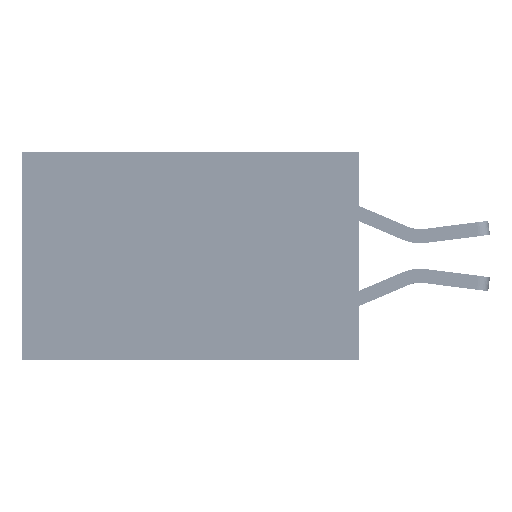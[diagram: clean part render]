
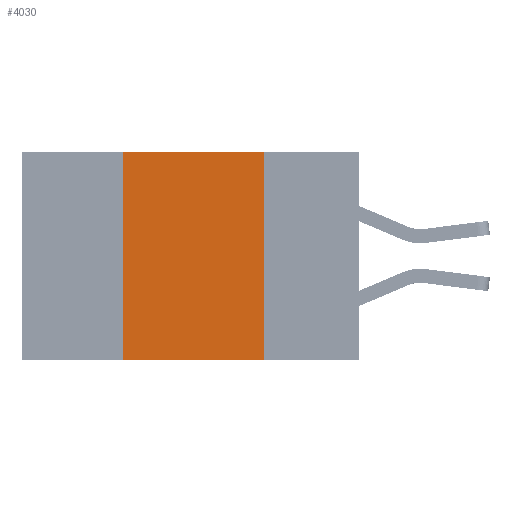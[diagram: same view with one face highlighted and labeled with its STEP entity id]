
A CAD part, left-side view. The second image highlights one B-rep face of the part: STEP entity #4030.
In plain terms, the highlighted planar face has unit normal (-1, 0, 0).
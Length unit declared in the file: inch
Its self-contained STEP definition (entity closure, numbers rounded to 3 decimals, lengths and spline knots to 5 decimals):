
#1064 = LINE ( 'NONE', #25623, #15706 ) ;
#1975 = EDGE_CURVE ( 'NONE', #22307, #3603, #9819, .T. ) ;
#2362 = ORIENTED_EDGE ( 'NONE', *, *, #1975, .T. ) ;
#3437 = EDGE_CURVE ( 'NONE', #9630, #3603, #6011, .T. ) ;
#3603 = VERTEX_POINT ( 'NONE', #11341 ) ;
#4030 = ADVANCED_FACE ( 'NONE', ( #25344 ), #9987, .F. ) ;
#6011 = LINE ( 'NONE', #34275, #31299 ) ;
#6151 = VECTOR ( 'NONE', #30260, 39.37008 ) ;
#6273 = EDGE_CURVE ( 'NONE', #22307, #36754, #18638, .T. ) ;
#6738 = DIRECTION ( 'NONE',  ( 1., 0., 0. ) ) ;
#7274 = DIRECTION ( 'NONE',  ( 0., 0., -1. ) ) ;
#8139 = EDGE_CURVE ( 'NONE', #36754, #9630, #1064, .T. ) ;
#8341 = EDGE_LOOP ( 'NONE', ( #32411, #17986, #11254, #2362 ) ) ;
#9630 = VERTEX_POINT ( 'NONE', #12540 ) ;
#9819 = LINE ( 'NONE', #17224, #33614 ) ;
#9987 = PLANE ( 'NONE',  #17686 ) ;
#11254 = ORIENTED_EDGE ( 'NONE', *, *, #6273, .F. ) ;
#11341 = CARTESIAN_POINT ( 'NONE',  ( 0., 0.17, -0.37 ) ) ;
#12540 = CARTESIAN_POINT ( 'NONE',  ( 0., 0.17, 0. ) ) ;
#15706 = VECTOR ( 'NONE', #25500, 39.37008 ) ;
#15755 = DIRECTION ( 'NONE',  ( 0., -1., 0. ) ) ;
#17224 = CARTESIAN_POINT ( 'NONE',  ( 0., 0.6, -0.37 ) ) ;
#17686 = AXIS2_PLACEMENT_3D ( 'NONE', #33123, #6738, #7274 ) ;
#17986 = ORIENTED_EDGE ( 'NONE', *, *, #8139, .F. ) ;
#18638 = LINE ( 'NONE', #27853, #6151 ) ;
#20579 = CARTESIAN_POINT ( 'NONE',  ( 0., 0.42, 0. ) ) ;
#20897 = CARTESIAN_POINT ( 'NONE',  ( 0., 0.42, -0.37 ) ) ;
#22307 = VERTEX_POINT ( 'NONE', #20897 ) ;
#25344 = FACE_OUTER_BOUND ( 'NONE', #8341, .T. ) ;
#25500 = DIRECTION ( 'NONE',  ( 0., -1., 0. ) ) ;
#25623 = CARTESIAN_POINT ( 'NONE',  ( 0., 0.6, 0. ) ) ;
#27853 = CARTESIAN_POINT ( 'NONE',  ( 0., 0.42, 0. ) ) ;
#30260 = DIRECTION ( 'NONE',  ( 0., 0., 1. ) ) ;
#30844 = DIRECTION ( 'NONE',  ( 0., 0., -1. ) ) ;
#31299 = VECTOR ( 'NONE', #30844, 39.37008 ) ;
#32411 = ORIENTED_EDGE ( 'NONE', *, *, #3437, .F. ) ;
#33123 = CARTESIAN_POINT ( 'NONE',  ( 0., 0.6, 0. ) ) ;
#33614 = VECTOR ( 'NONE', #15755, 39.37008 ) ;
#34275 = CARTESIAN_POINT ( 'NONE',  ( 0., 0.17, 0. ) ) ;
#36754 = VERTEX_POINT ( 'NONE', #20579 ) ;
